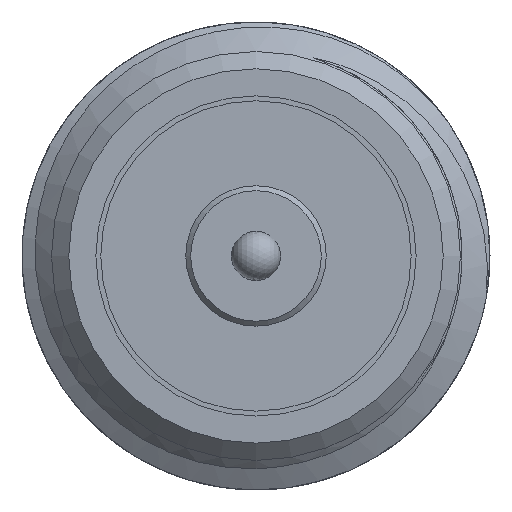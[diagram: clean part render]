
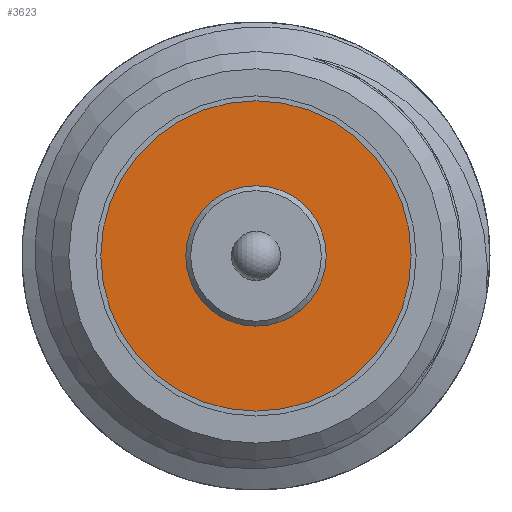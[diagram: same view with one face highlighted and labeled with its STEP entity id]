
A CAD part, front view. The second image highlights one B-rep face of the part: STEP entity #3623.
In plain terms, the highlighted planar face has unit normal (0, -1, 0).
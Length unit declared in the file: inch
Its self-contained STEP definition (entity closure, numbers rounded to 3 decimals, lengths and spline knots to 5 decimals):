
#1119 = CARTESIAN_POINT ( 'NONE',  ( 0., -0.191, 0. ) ) ;
#1207 = DIRECTION ( 'NONE',  ( 0., 0., 1. ) ) ;
#1678 = AXIS2_PLACEMENT_3D ( 'NONE', #4789, #6069, #4079 ) ;
#2223 = CARTESIAN_POINT ( 'NONE',  ( 0., -0.191, -0.0285 ) ) ;
#2503 = FACE_OUTER_BOUND ( 'NONE', #9267, .T. ) ;
#2588 = CIRCLE ( 'NONE', #7854, 0.063 ) ;
#2749 = VERTEX_POINT ( 'NONE', #5611 ) ;
#3045 = AXIS2_PLACEMENT_3D ( 'NONE', #1119, #3389, #1207 ) ;
#3344 = PLANE ( 'NONE',  #3045 ) ;
#3389 = DIRECTION ( 'NONE',  ( 0., 1., 0. ) ) ;
#3623 = ADVANCED_FACE ( 'NONE', ( #8438, #2503 ), #3344, .F. ) ;
#4032 = CARTESIAN_POINT ( 'NONE',  ( 0., -0.191, 0. ) ) ;
#4079 = DIRECTION ( 'NONE',  ( 0., 0., -1. ) ) ;
#4247 = ORIENTED_EDGE ( 'NONE', *, *, #4721, .T. ) ;
#4721 = EDGE_CURVE ( 'NONE', #2749, #2749, #2588, .T. ) ;
#4789 = CARTESIAN_POINT ( 'NONE',  ( 0., -0.191, 0. ) ) ;
#5188 = EDGE_CURVE ( 'NONE', #7789, #7789, #6799, .T. ) ;
#5457 = DIRECTION ( 'NONE',  ( 0., -1., 0. ) ) ;
#5611 = CARTESIAN_POINT ( 'NONE',  ( 0., -0.191, -0.063 ) ) ;
#5661 = EDGE_LOOP ( 'NONE', ( #8983 ) ) ;
#6069 = DIRECTION ( 'NONE',  ( 0., -1., 0. ) ) ;
#6799 = CIRCLE ( 'NONE', #1678, 0.0285 ) ;
#7673 = DIRECTION ( 'NONE',  ( 0., 0., -1. ) ) ;
#7789 = VERTEX_POINT ( 'NONE', #2223 ) ;
#7854 = AXIS2_PLACEMENT_3D ( 'NONE', #4032, #5457, #7673 ) ;
#8438 = FACE_BOUND ( 'NONE', #5661, .T. ) ;
#8983 = ORIENTED_EDGE ( 'NONE', *, *, #5188, .F. ) ;
#9267 = EDGE_LOOP ( 'NONE', ( #4247 ) ) ;
